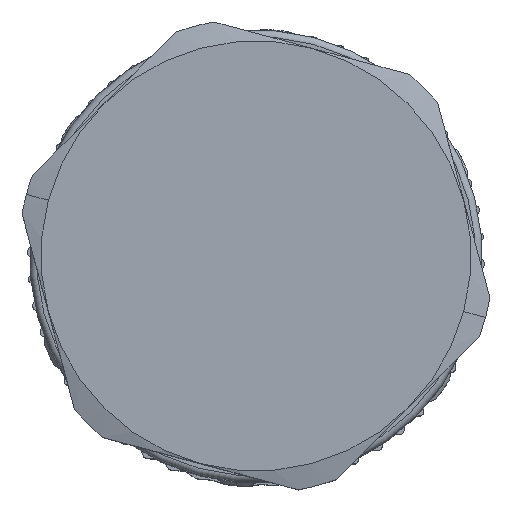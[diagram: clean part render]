
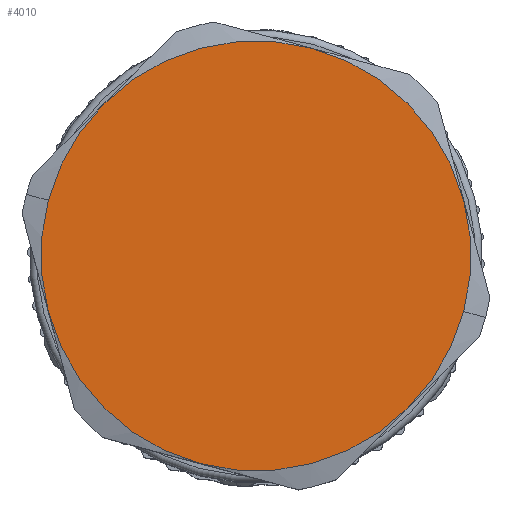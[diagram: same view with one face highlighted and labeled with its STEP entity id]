
A CAD part, top view. The second image highlights one B-rep face of the part: STEP entity #4010.
In plain terms, the highlighted planar face has unit normal (0, 0, 1).
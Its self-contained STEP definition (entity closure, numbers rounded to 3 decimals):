
#1131=AXIS2_PLACEMENT_3D('Circle Axis2P3D',#1129,#1130,$) ;
#1156=AXIS2_PLACEMENT_3D('Circle Axis2P3D',#1154,#1155,$) ;
#1174=AXIS2_PLACEMENT_3D('Circle Axis2P3D',#1172,#1173,$) ;
#1192=AXIS2_PLACEMENT_3D('Circle Axis2P3D',#1190,#1191,$) ;
#1210=AXIS2_PLACEMENT_3D('Circle Axis2P3D',#1208,#1209,$) ;
#1235=AXIS2_PLACEMENT_3D('Circle Axis2P3D',#1233,#1234,$) ;
#1253=AXIS2_PLACEMENT_3D('Circle Axis2P3D',#1251,#1252,$) ;
#1271=AXIS2_PLACEMENT_3D('Circle Axis2P3D',#1269,#1270,$) ;
#3998=AXIS2_PLACEMENT_3D('Plane Axis2P3D',#3995,#3996,#3997) ;
#578=CARTESIAN_POINT('Vertex',(19.51,12.793,59.9)) ;
#674=CARTESIAN_POINT('Vertex',(17.052,3.616,59.9)) ;
#738=CARTESIAN_POINT('Vertex',(7.875,1.158,59.9)) ;
#802=CARTESIAN_POINT('Vertex',(1.158,7.875,59.9)) ;
#891=CARTESIAN_POINT('Vertex',(3.616,17.052,59.9)) ;
#955=CARTESIAN_POINT('Vertex',(12.793,19.51,59.9)) ;
#1129=CARTESIAN_POINT('Axis2P3D Location',(10.334,10.334,59.9)) ;
#1151=CARTESIAN_POINT('Vertex',(19.51,7.875,59.9)) ;
#1154=CARTESIAN_POINT('Axis2P3D Location',(10.334,10.334,59.9)) ;
#1172=CARTESIAN_POINT('Axis2P3D Location',(10.334,10.334,59.9)) ;
#1190=CARTESIAN_POINT('Axis2P3D Location',(10.334,10.334,59.9)) ;
#1208=CARTESIAN_POINT('Axis2P3D Location',(10.334,10.334,59.9)) ;
#1230=CARTESIAN_POINT('Vertex',(1.158,12.793,59.9)) ;
#1233=CARTESIAN_POINT('Axis2P3D Location',(10.334,10.334,59.9)) ;
#1251=CARTESIAN_POINT('Axis2P3D Location',(10.334,10.334,59.9)) ;
#1269=CARTESIAN_POINT('Axis2P3D Location',(10.334,10.334,59.9)) ;
#3995=CARTESIAN_POINT('Axis2P3D Location',(10.334,10.334,59.9)) ;
#1130=DIRECTION('Axis2P3D Direction',(0.,0.,-1.)) ;
#1155=DIRECTION('Axis2P3D Direction',(0.,0.,-1.)) ;
#1173=DIRECTION('Axis2P3D Direction',(0.,0.,-1.)) ;
#1191=DIRECTION('Axis2P3D Direction',(0.,0.,-1.)) ;
#1209=DIRECTION('Axis2P3D Direction',(0.,0.,-1.)) ;
#1234=DIRECTION('Axis2P3D Direction',(0.,0.,-1.)) ;
#1252=DIRECTION('Axis2P3D Direction',(0.,0.,-1.)) ;
#1270=DIRECTION('Axis2P3D Direction',(0.,0.,-1.)) ;
#3996=DIRECTION('Axis2P3D Direction',(0.,0.,1.)) ;
#3997=DIRECTION('Axis2P3D XDirection',(-0.966,0.259,0.)) ;
#4001=ORIENTED_EDGE('',*,*,#1133,.T.) ;
#4002=ORIENTED_EDGE('',*,*,#1273,.T.) ;
#4003=ORIENTED_EDGE('',*,*,#1255,.T.) ;
#4004=ORIENTED_EDGE('',*,*,#1237,.T.) ;
#4005=ORIENTED_EDGE('',*,*,#1212,.T.) ;
#4006=ORIENTED_EDGE('',*,*,#1194,.T.) ;
#4007=ORIENTED_EDGE('',*,*,#1176,.T.) ;
#4008=ORIENTED_EDGE('',*,*,#1158,.T.) ;
#4010=ADVANCED_FACE('Hauptk\X2\00F6\X0\rper',(#4009),#3999,.T.) ;
#1132=CIRCLE('generated circle',#1131,9.5) ;
#1157=CIRCLE('generated circle',#1156,9.5) ;
#1175=CIRCLE('generated circle',#1174,9.5) ;
#1193=CIRCLE('generated circle',#1192,9.5) ;
#1211=CIRCLE('generated circle',#1210,9.5) ;
#1236=CIRCLE('generated circle',#1235,9.5) ;
#1254=CIRCLE('generated circle',#1253,9.5) ;
#1272=CIRCLE('generated circle',#1271,9.5) ;
#1133=EDGE_CURVE('',#579,#956,#1132,.F.) ;
#1158=EDGE_CURVE('',#1152,#579,#1157,.F.) ;
#1176=EDGE_CURVE('',#675,#1152,#1175,.F.) ;
#1194=EDGE_CURVE('',#739,#675,#1193,.F.) ;
#1212=EDGE_CURVE('',#803,#739,#1211,.F.) ;
#1237=EDGE_CURVE('',#1231,#803,#1236,.F.) ;
#1255=EDGE_CURVE('',#892,#1231,#1254,.F.) ;
#1273=EDGE_CURVE('',#956,#892,#1272,.F.) ;
#4000=EDGE_LOOP('',(#4001,#4002,#4003,#4004,#4005,#4006,#4007,#4008)) ;
#4009=FACE_OUTER_BOUND('',#4000,.T.) ;
#3999=PLANE('',#3998) ;
#579=VERTEX_POINT('',#578) ;
#675=VERTEX_POINT('',#674) ;
#739=VERTEX_POINT('',#738) ;
#803=VERTEX_POINT('',#802) ;
#892=VERTEX_POINT('',#891) ;
#956=VERTEX_POINT('',#955) ;
#1152=VERTEX_POINT('',#1151) ;
#1231=VERTEX_POINT('',#1230) ;
